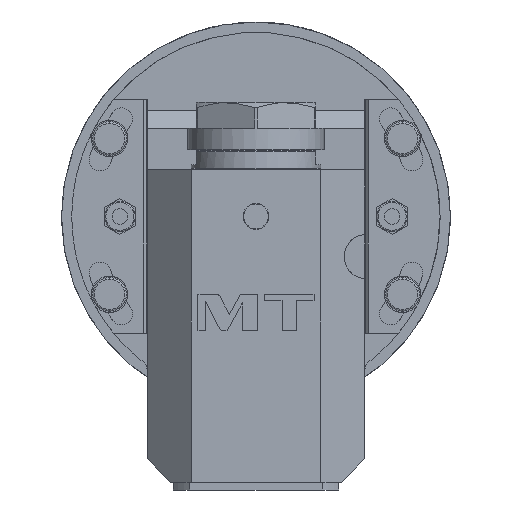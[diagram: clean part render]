
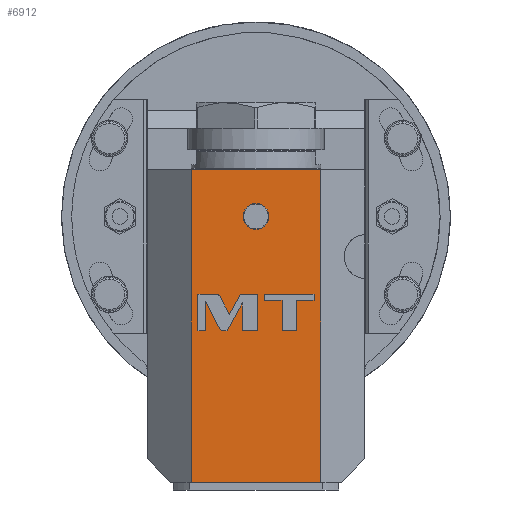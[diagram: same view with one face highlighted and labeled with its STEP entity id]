
A CAD part, left-side view. The second image highlights one B-rep face of the part: STEP entity #6912.
In plain terms, the highlighted planar face has unit normal (-1, 0, 0).
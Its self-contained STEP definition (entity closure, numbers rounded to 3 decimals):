
#1310=DIRECTION('',(0.,0.,-1.));
#1311=VECTOR('',#1310,120.5);
#1312=CARTESIAN_POINT('',(-119.,25.,18.));
#1313=LINE('',#1312,#1311);
#1314=DIRECTION('',(0.,1.,0.));
#1315=VECTOR('',#1314,50.);
#1316=CARTESIAN_POINT('',(-119.,-25.,18.));
#1317=LINE('',#1316,#1315);
#1318=DIRECTION('',(0.,0.,1.));
#1319=VECTOR('',#1318,120.5);
#1320=CARTESIAN_POINT('',(-119.,-25.,-102.5));
#1321=LINE('',#1320,#1319);
#1322=DIRECTION('',(0.,1.,0.));
#1323=VECTOR('',#1322,50.);
#1324=CARTESIAN_POINT('',(-119.,-25.,-102.5));
#1325=LINE('',#1324,#1323);
#1326=CARTESIAN_POINT('',(-119.,0.,0.));
#1327=DIRECTION('',(-1.,0.,0.));
#1328=DIRECTION('',(0.,1.,0.));
#1329=AXIS2_PLACEMENT_3D('',#1326,#1327,#1328);
#1331=CARTESIAN_POINT('',(-119.,0.,0.));
#1332=DIRECTION('',(-1.,0.,0.));
#1333=DIRECTION('',(0.,-1.,0.));
#1334=AXIS2_PLACEMENT_3D('',#1331,#1332,#1333);
#1336=CARTESIAN_POINT('',(-119.,13.841,-30.911));
#1337=CARTESIAN_POINT('',(-119.,14.131,-30.349));
#1338=CARTESIAN_POINT('',(-119.,14.705,-30.));
#1339=CARTESIAN_POINT('',(-119.,15.337,-30.));
#1341=DIRECTION('',(0.,1.,0.));
#1342=VECTOR('',#1341,7.038);
#1343=CARTESIAN_POINT('',(-119.,15.337,-30.));
#1344=LINE('',#1343,#1342);
#1345=DIRECTION('',(0.,0.,-1.));
#1346=VECTOR('',#1345,14.);
#1347=CARTESIAN_POINT('',(-119.,22.375,-30.));
#1348=LINE('',#1347,#1346);
#1349=DIRECTION('',(0.,-1.,0.));
#1350=VECTOR('',#1349,2.912);
#1351=CARTESIAN_POINT('',(-119.,22.375,-44.));
#1352=LINE('',#1351,#1350);
#1353=DIRECTION('',(0.,0.,1.));
#1354=VECTOR('',#1353,11.341);
#1355=CARTESIAN_POINT('',(-119.,19.463,-44.));
#1356=LINE('',#1355,#1354);
#1357=DIRECTION('',(0.,-0.459,-0.888));
#1358=VECTOR('',#1357,11.742);
#1359=CARTESIAN_POINT('',(-119.,19.463,-32.659));
#1360=LINE('',#1359,#1358);
#1361=CARTESIAN_POINT('',(-119.,14.07,-43.089));
#1362=CARTESIAN_POINT('',(-119.,13.779,-43.652));
#1363=CARTESIAN_POINT('',(-119.,13.204,-44.));
#1364=CARTESIAN_POINT('',(-119.,12.57,-44.));
#1366=DIRECTION('',(0.,-1.,0.));
#1367=VECTOR('',#1366,1.46);
#1368=CARTESIAN_POINT('',(-119.,12.57,-44.));
#1369=LINE('',#1368,#1367);
#1370=DIRECTION('',(0.,-0.481,0.877));
#1371=VECTOR('',#1370,12.147);
#1372=CARTESIAN_POINT('',(-119.,11.11,-44.));
#1373=LINE('',#1372,#1371);
#1374=DIRECTION('',(0.,0.,-1.));
#1375=VECTOR('',#1374,10.648);
#1376=CARTESIAN_POINT('',(-119.,5.265,-33.352));
#1377=LINE('',#1376,#1375);
#1378=DIRECTION('',(0.,-1.,0.));
#1379=VECTOR('',#1378,5.891);
#1380=CARTESIAN_POINT('',(-119.,5.265,-44.));
#1381=LINE('',#1380,#1379);
#1382=DIRECTION('',(0.,0.,1.));
#1383=VECTOR('',#1382,14.);
#1384=CARTESIAN_POINT('',(-119.,-0.626,-44.));
#1385=LINE('',#1384,#1383);
#1386=DIRECTION('',(0.,1.,0.));
#1387=VECTOR('',#1386,6.642);
#1388=CARTESIAN_POINT('',(-119.,-0.626,-30.));
#1389=LINE('',#1388,#1387);
#1390=DIRECTION('',(0.,0.481,-0.877));
#1391=VECTOR('',#1390,8.878);
#1392=CARTESIAN_POINT('',(-119.,6.016,-30.));
#1393=LINE('',#1392,#1391);
#1394=DIRECTION('',(0.,0.459,0.888));
#1395=VECTOR('',#1394,7.735);
#1396=CARTESIAN_POINT('',(-119.,10.288,-37.782));
#1397=LINE('',#1396,#1395);
#1398=DIRECTION('',(0.,0.,-1.));
#1399=VECTOR('',#1398,11.616);
#1400=CARTESIAN_POINT('',(-119.,-10.041,-32.384));
#1401=LINE('',#1400,#1399);
#1402=DIRECTION('',(0.,-1.,0.));
#1403=VECTOR('',#1402,5.546);
#1404=CARTESIAN_POINT('',(-119.,-10.041,-44.));
#1405=LINE('',#1404,#1403);
#1406=DIRECTION('',(0.,0.,1.));
#1407=VECTOR('',#1406,11.616);
#1408=CARTESIAN_POINT('',(-119.,-15.587,-44.));
#1409=LINE('',#1408,#1407);
#1410=DIRECTION('',(0.,-1.,0.));
#1411=VECTOR('',#1410,6.787);
#1412=CARTESIAN_POINT('',(-119.,-15.587,-32.384));
#1413=LINE('',#1412,#1411);
#1414=DIRECTION('',(0.,0.,1.));
#1415=VECTOR('',#1414,2.384);
#1416=CARTESIAN_POINT('',(-119.,-22.374,-32.384));
#1417=LINE('',#1416,#1415);
#1418=DIRECTION('',(0.,1.,0.));
#1419=VECTOR('',#1418,19.12);
#1420=CARTESIAN_POINT('',(-119.,-22.374,-30.));
#1421=LINE('',#1420,#1419);
#1422=DIRECTION('',(0.,0.,-1.));
#1423=VECTOR('',#1422,2.384);
#1424=CARTESIAN_POINT('',(-119.,-3.254,-30.));
#1425=LINE('',#1424,#1423);
#1426=DIRECTION('',(0.,-1.,0.));
#1427=VECTOR('',#1426,6.787);
#1428=CARTESIAN_POINT('',(-119.,-3.254,-32.384));
#1429=LINE('',#1428,#1427);
#4654=CARTESIAN_POINT('',(-119.,25.,-102.5));
#4656=VERTEX_POINT('',#4654);
#4662=CARTESIAN_POINT('',(-119.,25.,18.));
#4663=VERTEX_POINT('',#4662);
#4664=CARTESIAN_POINT('',(-119.,-25.,18.));
#4666=VERTEX_POINT('',#4664);
#4669=CARTESIAN_POINT('',(-119.,-25.,-102.5));
#4671=VERTEX_POINT('',#4669);
#4724=CARTESIAN_POINT('',(-119.,5.,0.));
#4725=CARTESIAN_POINT('',(-119.,-5.,0.));
#4726=VERTEX_POINT('',#4724);
#4727=VERTEX_POINT('',#4725);
#5349=CARTESIAN_POINT('',(-119.,13.841,-30.911));
#5350=VERTEX_POINT('',#5349);
#5351=CARTESIAN_POINT('',(-119.,15.337,-30.));
#5352=VERTEX_POINT('',#5351);
#5353=CARTESIAN_POINT('',(-119.,22.375,-30.));
#5354=VERTEX_POINT('',#5353);
#5355=CARTESIAN_POINT('',(-119.,22.375,-44.));
#5356=VERTEX_POINT('',#5355);
#5357=CARTESIAN_POINT('',(-119.,19.463,-44.));
#5358=VERTEX_POINT('',#5357);
#5359=CARTESIAN_POINT('',(-119.,19.463,-32.659));
#5360=VERTEX_POINT('',#5359);
#5361=CARTESIAN_POINT('',(-119.,14.07,-43.089));
#5362=VERTEX_POINT('',#5361);
#5363=CARTESIAN_POINT('',(-119.,12.57,-44.));
#5364=VERTEX_POINT('',#5363);
#5365=CARTESIAN_POINT('',(-119.,11.11,-44.));
#5366=VERTEX_POINT('',#5365);
#5367=CARTESIAN_POINT('',(-119.,5.265,-33.352));
#5368=VERTEX_POINT('',#5367);
#5369=CARTESIAN_POINT('',(-119.,5.265,-44.));
#5370=VERTEX_POINT('',#5369);
#5371=CARTESIAN_POINT('',(-119.,-0.626,-44.));
#5372=VERTEX_POINT('',#5371);
#5373=CARTESIAN_POINT('',(-119.,-0.626,-30.));
#5374=VERTEX_POINT('',#5373);
#5375=CARTESIAN_POINT('',(-119.,6.016,-30.));
#5376=VERTEX_POINT('',#5375);
#5377=CARTESIAN_POINT('',(-119.,10.288,-37.782));
#5378=VERTEX_POINT('',#5377);
#5379=CARTESIAN_POINT('',(-119.,-10.041,-32.384));
#5380=VERTEX_POINT('',#5379);
#5381=CARTESIAN_POINT('',(-119.,-10.041,-44.));
#5382=VERTEX_POINT('',#5381);
#5383=CARTESIAN_POINT('',(-119.,-15.587,-44.));
#5384=VERTEX_POINT('',#5383);
#5385=CARTESIAN_POINT('',(-119.,-15.587,-32.384));
#5386=VERTEX_POINT('',#5385);
#5387=CARTESIAN_POINT('',(-119.,-22.374,-32.384));
#5388=VERTEX_POINT('',#5387);
#5389=CARTESIAN_POINT('',(-119.,-22.374,-30.));
#5390=VERTEX_POINT('',#5389);
#5391=CARTESIAN_POINT('',(-119.,-3.254,-30.));
#5392=VERTEX_POINT('',#5391);
#5393=CARTESIAN_POINT('',(-119.,-3.254,-32.384));
#5394=VERTEX_POINT('',#5393);
#6845=CARTESIAN_POINT('',(-119.,0.,0.));
#6846=DIRECTION('',(1.,0.,0.));
#6847=DIRECTION('',(0.,1.,0.));
#6848=AXIS2_PLACEMENT_3D('',#6845,#6846,#6847);
#6849=PLANE('',#6848);
#6850=ORIENTED_EDGE('',*,*,#6794,.F.);
#6851=ORIENTED_EDGE('',*,*,#6822,.F.);
#6852=ORIENTED_EDGE('',*,*,#6728,.F.);
#6853=ORIENTED_EDGE('',*,*,#6755,.T.);
#6854=EDGE_LOOP('',(#6850,#6851,#6852,#6853));
#6855=FACE_OUTER_BOUND('',#6854,.F.);
#6857=ORIENTED_EDGE('',*,*,#6856,.T.);
#6859=ORIENTED_EDGE('',*,*,#6858,.T.);
#6860=EDGE_LOOP('',(#6857,#6859));
#6861=FACE_BOUND('',#6860,.F.);
#6863=ORIENTED_EDGE('',*,*,#6862,.T.);
#6865=ORIENTED_EDGE('',*,*,#6864,.T.);
#6867=ORIENTED_EDGE('',*,*,#6866,.T.);
#6869=ORIENTED_EDGE('',*,*,#6868,.T.);
#6871=ORIENTED_EDGE('',*,*,#6870,.T.);
#6873=ORIENTED_EDGE('',*,*,#6872,.T.);
#6875=ORIENTED_EDGE('',*,*,#6874,.T.);
#6877=ORIENTED_EDGE('',*,*,#6876,.T.);
#6879=ORIENTED_EDGE('',*,*,#6878,.T.);
#6881=ORIENTED_EDGE('',*,*,#6880,.T.);
#6883=ORIENTED_EDGE('',*,*,#6882,.T.);
#6885=ORIENTED_EDGE('',*,*,#6884,.T.);
#6887=ORIENTED_EDGE('',*,*,#6886,.T.);
#6889=ORIENTED_EDGE('',*,*,#6888,.T.);
#6891=ORIENTED_EDGE('',*,*,#6890,.T.);
#6892=EDGE_LOOP('',(#6863,#6865,#6867,#6869,#6871,#6873,#6875,#6877,#6879,#6881,
#6883,#6885,#6887,#6889,#6891));
#6893=FACE_BOUND('',#6892,.F.);
#6895=ORIENTED_EDGE('',*,*,#6894,.T.);
#6897=ORIENTED_EDGE('',*,*,#6896,.T.);
#6899=ORIENTED_EDGE('',*,*,#6898,.T.);
#6901=ORIENTED_EDGE('',*,*,#6900,.T.);
#6903=ORIENTED_EDGE('',*,*,#6902,.T.);
#6905=ORIENTED_EDGE('',*,*,#6904,.T.);
#6907=ORIENTED_EDGE('',*,*,#6906,.T.);
#6909=ORIENTED_EDGE('',*,*,#6908,.T.);
#6910=EDGE_LOOP('',(#6895,#6897,#6899,#6901,#6903,#6905,#6907,#6909));
#6911=FACE_BOUND('',#6910,.F.);
#6912=ADVANCED_FACE('',(#6855,#6861,#6893,#6911),#6849,.F.);
#1330=CIRCLE('',#1329,5.);
#1335=CIRCLE('',#1334,5.);
#1340=B_SPLINE_CURVE_WITH_KNOTS('',3,(#1336,#1337,#1338,#1339),.UNSPECIFIED.,
.F.,.F.,(4,4),(0.,1.),.UNSPECIFIED.);
#1365=B_SPLINE_CURVE_WITH_KNOTS('',3,(#1361,#1362,#1363,#1364),.UNSPECIFIED.,
.F.,.F.,(4,4),(0.,1.),.UNSPECIFIED.);
#6728=EDGE_CURVE('',#4671,#4666,#1321,.T.);
#6755=EDGE_CURVE('',#4671,#4656,#1325,.T.);
#6794=EDGE_CURVE('',#4663,#4656,#1313,.T.);
#6822=EDGE_CURVE('',#4666,#4663,#1317,.T.);
#6856=EDGE_CURVE('',#4726,#4727,#1330,.T.);
#6858=EDGE_CURVE('',#4727,#4726,#1335,.T.);
#6862=EDGE_CURVE('',#5350,#5352,#1340,.T.);
#6864=EDGE_CURVE('',#5352,#5354,#1344,.T.);
#6866=EDGE_CURVE('',#5354,#5356,#1348,.T.);
#6868=EDGE_CURVE('',#5356,#5358,#1352,.T.);
#6870=EDGE_CURVE('',#5358,#5360,#1356,.T.);
#6872=EDGE_CURVE('',#5360,#5362,#1360,.T.);
#6874=EDGE_CURVE('',#5362,#5364,#1365,.T.);
#6876=EDGE_CURVE('',#5364,#5366,#1369,.T.);
#6878=EDGE_CURVE('',#5366,#5368,#1373,.T.);
#6880=EDGE_CURVE('',#5368,#5370,#1377,.T.);
#6882=EDGE_CURVE('',#5370,#5372,#1381,.T.);
#6884=EDGE_CURVE('',#5372,#5374,#1385,.T.);
#6886=EDGE_CURVE('',#5374,#5376,#1389,.T.);
#6888=EDGE_CURVE('',#5376,#5378,#1393,.T.);
#6890=EDGE_CURVE('',#5378,#5350,#1397,.T.);
#6894=EDGE_CURVE('',#5380,#5382,#1401,.T.);
#6896=EDGE_CURVE('',#5382,#5384,#1405,.T.);
#6898=EDGE_CURVE('',#5384,#5386,#1409,.T.);
#6900=EDGE_CURVE('',#5386,#5388,#1413,.T.);
#6902=EDGE_CURVE('',#5388,#5390,#1417,.T.);
#6904=EDGE_CURVE('',#5390,#5392,#1421,.T.);
#6906=EDGE_CURVE('',#5392,#5394,#1425,.T.);
#6908=EDGE_CURVE('',#5394,#5380,#1429,.T.);
